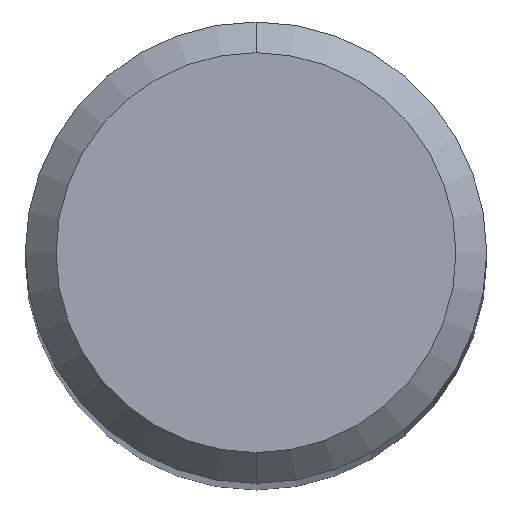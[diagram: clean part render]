
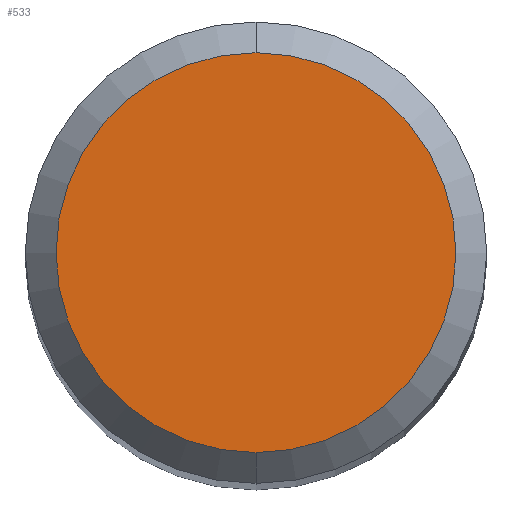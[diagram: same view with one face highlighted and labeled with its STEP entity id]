
A CAD part, top view. The second image highlights one B-rep face of the part: STEP entity #533.
In plain terms, the highlighted planar face has unit normal (0, 0, 1).
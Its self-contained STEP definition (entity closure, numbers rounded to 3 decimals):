
#223=EDGE_CURVE('',#329,#311,#612,.T.);
#311=VERTEX_POINT('',#709);
#315=EDGE_CURVE('',#311,#329,#713,.T.);
#329=VERTEX_POINT('',#730);
#533=ADVANCED_FACE('',(#955),#956,.T.);
#612=CIRCLE('',#1033,1.95);
#709=CARTESIAN_POINT('',(0.0,1.95,0.0));
#713=CIRCLE('',#1221,1.95);
#730=CARTESIAN_POINT('',(0.,-1.95,0.0));
#955=FACE_OUTER_BOUND('',#1680,.T.);
#956=PLANE('',#1681);
#1033=AXIS2_PLACEMENT_3D('',#1798,#1799,#1800);
#1221=AXIS2_PLACEMENT_3D('',#1899,#1900,#1901);
#1680=EDGE_LOOP('',(#2186,#2187));
#1681=AXIS2_PLACEMENT_3D('',#2188,#2189,#2190);
#1798=CARTESIAN_POINT('',(0.0,0.0,0.0));
#1799=DIRECTION('',(0.0,0.0,-1.0));
#1800=DIRECTION('',(0.0,1.0,0.0));
#1899=CARTESIAN_POINT('',(0.0,0.0,0.0));
#1900=DIRECTION('',(0.0,0.0,-1.0));
#1901=DIRECTION('',(0.0,1.0,0.0));
#2186=ORIENTED_EDGE('',*,*,#315,.F.);
#2187=ORIENTED_EDGE('',*,*,#223,.F.);
#2188=CARTESIAN_POINT('',(0.0,0.975,0.0));
#2189=DIRECTION('',(-0.0,0.0,1.0));
#2190=DIRECTION('',(0.0,-1.0,0.0));
